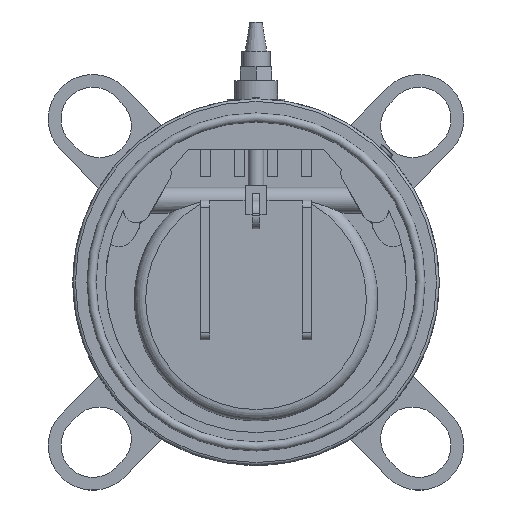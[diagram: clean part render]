
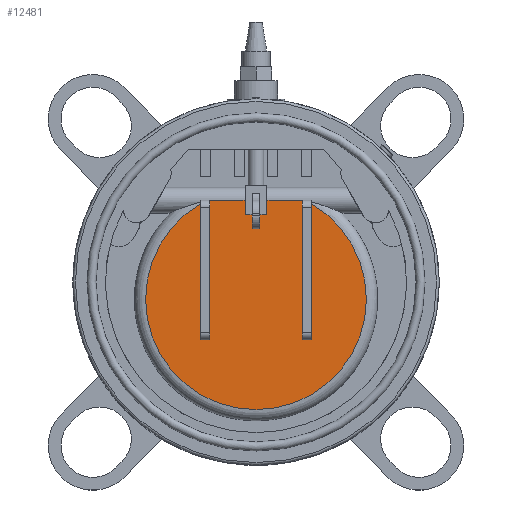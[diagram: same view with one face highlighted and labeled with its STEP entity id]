
A CAD part, top view. The second image highlights one B-rep face of the part: STEP entity #12481.
In plain terms, the highlighted planar face has unit normal (0, 0, 1).
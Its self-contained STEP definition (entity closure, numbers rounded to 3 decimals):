
#446=PLANE('',#13541);
#535=LINE('',#17638,#1548);
#537=LINE('',#17642,#1550);
#1433=LINE('',#24539,#2446);
#1436=LINE('',#24544,#2449);
#1438=LINE('',#24548,#2451);
#1447=LINE('',#24574,#2460);
#1449=LINE('',#24581,#2462);
#1454=LINE('',#24590,#2467);
#1455=LINE('',#24593,#2468);
#1456=LINE('',#24594,#2469);
#1457=LINE('',#24595,#2470);
#1548=VECTOR('',#13680,1.);
#1550=VECTOR('',#13682,1.);
#2446=VECTOR('',#16520,1.);
#2449=VECTOR('',#16525,1.);
#2451=VECTOR('',#16529,1.);
#2460=VECTOR('',#16554,1.);
#2462=VECTOR('',#16562,1.);
#2467=VECTOR('',#16571,1.);
#2468=VECTOR('',#16576,1.);
#2469=VECTOR('',#16577,1.);
#2470=VECTOR('',#16578,1.);
#3917=FACE_OUTER_BOUND('',#4691,.T.);
#4691=EDGE_LOOP('',(#11663,#11664,#11665,#11666,#11667,#11668,#11669,#11670,
#11671,#11672,#11673,#11674));
#4730=CIRCLE('',#12561,34.668);
#5163=VERTEX_POINT('',#17635);
#5164=VERTEX_POINT('',#17637);
#5165=VERTEX_POINT('',#17639);
#5166=VERTEX_POINT('',#17641);
#5173=VERTEX_POINT('',#17716);
#5174=VERTEX_POINT('',#17721);
#6260=VERTEX_POINT('',#24538);
#6261=VERTEX_POINT('',#24543);
#6262=VERTEX_POINT('',#24547);
#6271=VERTEX_POINT('',#24573);
#6272=VERTEX_POINT('',#24579);
#6273=VERTEX_POINT('',#24580);
#6414=EDGE_CURVE('',#5164,#5163,#535,.T.);
#6416=EDGE_CURVE('',#5166,#5165,#537,.T.);
#6427=EDGE_CURVE('',#5174,#5173,#4730,.T.);
#8054=EDGE_CURVE('',#6260,#5166,#1433,.T.);
#8057=EDGE_CURVE('',#6261,#6260,#1436,.T.);
#8059=EDGE_CURVE('',#5163,#6262,#1438,.T.);
#8072=EDGE_CURVE('',#6262,#6271,#1447,.T.);
#8075=EDGE_CURVE('',#6272,#6273,#1449,.T.);
#8080=EDGE_CURVE('',#5173,#6261,#1454,.T.);
#8081=EDGE_CURVE('',#6273,#5164,#1455,.T.);
#8082=EDGE_CURVE('',#6271,#5174,#1456,.T.);
#8083=EDGE_CURVE('',#5165,#6272,#1457,.T.);
#11663=ORIENTED_EDGE('',*,*,#8081,.T.);
#11664=ORIENTED_EDGE('',*,*,#6414,.T.);
#11665=ORIENTED_EDGE('',*,*,#8059,.T.);
#11666=ORIENTED_EDGE('',*,*,#8072,.T.);
#11667=ORIENTED_EDGE('',*,*,#8082,.T.);
#11668=ORIENTED_EDGE('',*,*,#6427,.T.);
#11669=ORIENTED_EDGE('',*,*,#8080,.T.);
#11670=ORIENTED_EDGE('',*,*,#8057,.T.);
#11671=ORIENTED_EDGE('',*,*,#8054,.T.);
#11672=ORIENTED_EDGE('',*,*,#6416,.T.);
#11673=ORIENTED_EDGE('',*,*,#8083,.T.);
#11674=ORIENTED_EDGE('',*,*,#8075,.T.);
#12481=ADVANCED_FACE('',(#3917),#446,.T.);
#12561=AXIS2_PLACEMENT_3D('',#17722,#13699,#13700);
#13541=AXIS2_PLACEMENT_3D('',#24592,#16574,#16575);
#13680=DIRECTION('',(-1.,0.,0.));
#13682=DIRECTION('',(-1.,0.,0.));
#13699=DIRECTION('center_axis',(0.,0.,1.));
#13700=DIRECTION('ref_axis',(1.,0.,0.));
#16520=DIRECTION('',(0.,1.,0.));
#16525=DIRECTION('',(-1.,0.,0.));
#16529=DIRECTION('',(0.,-1.,0.));
#16554=DIRECTION('',(-1.,0.,0.));
#16562=DIRECTION('',(-1.,0.,0.));
#16571=DIRECTION('',(0.,-1.,0.));
#16574=DIRECTION('center_axis',(0.,0.,1.));
#16575=DIRECTION('ref_axis',(1.,0.,0.));
#16576=DIRECTION('',(0.,1.,0.));
#16577=DIRECTION('',(0.,1.,0.));
#16578=DIRECTION('',(0.,-1.,0.));
#17635=CARTESIAN_POINT('',(-14.513,25.772,-15.758));
#17637=CARTESIAN_POINT('',(-1.239,25.772,-15.758));
#17638=CARTESIAN_POINT('',(0.,25.772,-15.758));
#17639=CARTESIAN_POINT('',(1.239,25.772,-15.758));
#17641=CARTESIAN_POINT('',(14.513,25.772,-15.758));
#17642=CARTESIAN_POINT('',(0.,25.772,-15.758));
#17716=CARTESIAN_POINT('',(17.343,24.708,-15.758));
#17721=CARTESIAN_POINT('',(-17.343,24.708,-15.758));
#17722=CARTESIAN_POINT('Origin',(0.,-5.309,-15.758));
#24538=CARTESIAN_POINT('',(14.513,-18.121,-15.758));
#24539=CARTESIAN_POINT('',(14.513,-0.742,-15.758));
#24543=CARTESIAN_POINT('',(17.343,-18.121,-15.758));
#24544=CARTESIAN_POINT('',(7.256,-18.121,-15.758));
#24547=CARTESIAN_POINT('',(-14.513,-18.121,-15.758));
#24548=CARTESIAN_POINT('',(-14.513,-0.742,-15.758));
#24573=CARTESIAN_POINT('',(-17.343,-18.121,-15.758));
#24574=CARTESIAN_POINT('',(-8.672,-18.121,-15.758));
#24579=CARTESIAN_POINT('',(1.239,16.772,-15.758));
#24580=CARTESIAN_POINT('',(-1.239,16.772,-15.758));
#24581=CARTESIAN_POINT('',(-0.619,16.772,-15.758));
#24590=CARTESIAN_POINT('',(17.343,-0.742,-15.758));
#24592=CARTESIAN_POINT('Origin',(0.,-5.309,-15.758));
#24593=CARTESIAN_POINT('',(-1.239,7.981,-15.758));
#24594=CARTESIAN_POINT('',(-17.343,-0.742,-15.758));
#24595=CARTESIAN_POINT('',(1.239,7.981,-15.758));
